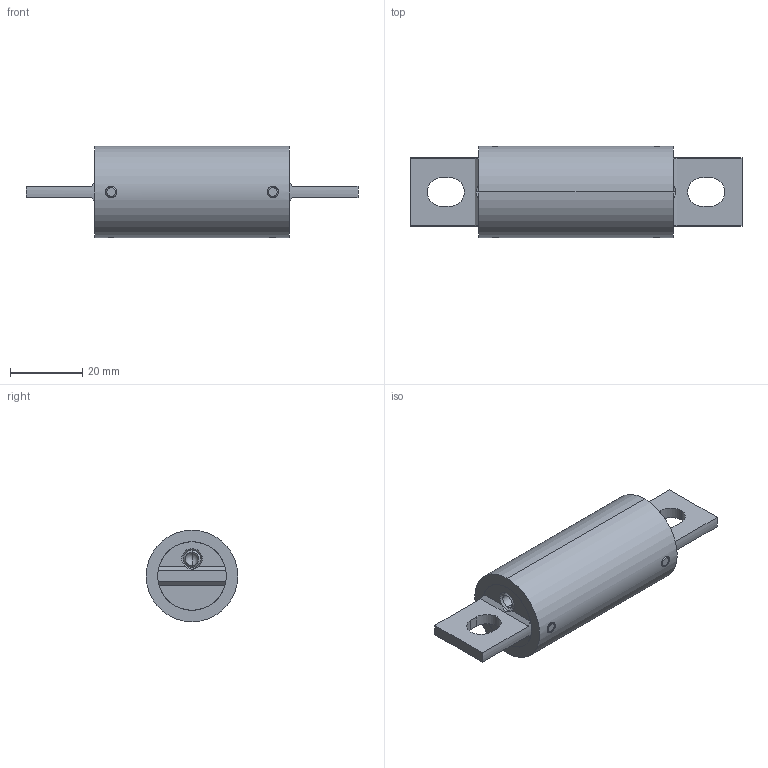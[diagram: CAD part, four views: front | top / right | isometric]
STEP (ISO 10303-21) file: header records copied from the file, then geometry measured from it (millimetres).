
FILE_DESCRIPTION (( 'STEP AP214' ), '1' );
FILE_NAME ('OUT-1208095.STEP', '2023-05-31T18:16:50', ( '' ), ( '' ), 'SwSTEP 2.0', 'SolidWorks 2021', '' );
FILE_SCHEMA (( 'AUTOMOTIVE_DESIGN' ));
Length unit declared in the file: inch
Products named in the file (1): OUT-1208095
Bounding box: 92.08 x 25.4 x 25.4 mm (x, y, z)
Volume: 18261.5 mm3; surface area: 13207.6 mm2
Topology: 11 solids, 11 shells, 754 faces, 2008 edges, 1266 vertices
Faces by surface type: cylinder 318, plane 186, sphere 128, bspline 72, cone 50
Entity records: 39386 total; most frequent: CARTESIAN_POINT 12369, ORIENTED_EDGE 3984, DIRECTION 3038, EDGE_CURVE 1992, VERTEX_POINT 1282, AXIS2_PLACEMENT_3D 1217, EDGE_LOOP 798, LENGTH_MEASURE_WITH_UNIT 767
